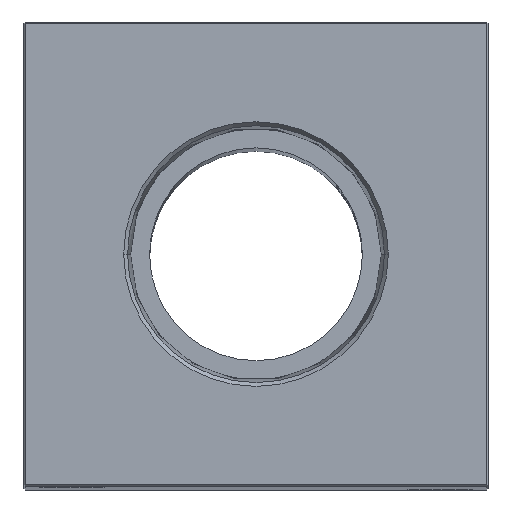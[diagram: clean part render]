
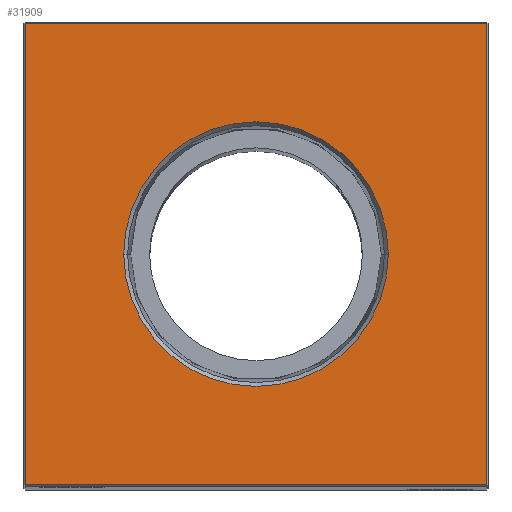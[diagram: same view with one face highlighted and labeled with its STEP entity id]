
A CAD part, top view. The second image highlights one B-rep face of the part: STEP entity #31909.
In plain terms, the highlighted planar face has unit normal (0, 0, 1).
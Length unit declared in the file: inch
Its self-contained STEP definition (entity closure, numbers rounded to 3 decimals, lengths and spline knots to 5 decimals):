
#2519 = EDGE_LOOP ( 'NONE', ( #8354, #3503 ) ) ;
#3232 = CARTESIAN_POINT ( 'NONE',  ( -1.49, 0., 14. ) ) ;
#3503 = ORIENTED_EDGE ( 'NONE', *, *, #30948, .F. ) ;
#3513 = VERTEX_POINT ( 'NONE', #3838 ) ;
#3518 = AXIS2_PLACEMENT_3D ( 'NONE', #8346, #18361, #28741 ) ;
#3543 = VECTOR ( 'NONE', #32342, 39.37008 ) ;
#3838 = CARTESIAN_POINT ( 'NONE',  ( 1.49, -1.49, 14. ) ) ;
#4240 = DIRECTION ( 'NONE',  ( 0., 0., 1. ) ) ;
#4978 = LINE ( 'NONE', #14850, #29568 ) ;
#4982 = VERTEX_POINT ( 'NONE', #7239 ) ;
#5147 = CARTESIAN_POINT ( 'NONE',  ( -1.49, 1.49, 14. ) ) ;
#5270 = EDGE_LOOP ( 'NONE', ( #7877, #30941, #13037, #8195 ) ) ;
#5946 = VERTEX_POINT ( 'NONE', #14395 ) ;
#7239 = CARTESIAN_POINT ( 'NONE',  ( -0.85498, 0., 14. ) ) ;
#7555 = FACE_BOUND ( 'NONE', #2519, .T. ) ;
#7870 = DIRECTION ( 'NONE',  ( -1., 0., 0. ) ) ;
#7877 = ORIENTED_EDGE ( 'NONE', *, *, #13811, .T. ) ;
#8195 = ORIENTED_EDGE ( 'NONE', *, *, #32848, .T. ) ;
#8225 = VECTOR ( 'NONE', #8314, 39.37008 ) ;
#8314 = DIRECTION ( 'NONE',  ( -1., 0., 0. ) ) ;
#8346 = CARTESIAN_POINT ( 'NONE',  ( 0., 0., 14. ) ) ;
#8354 = ORIENTED_EDGE ( 'NONE', *, *, #31998, .F. ) ;
#11264 = AXIS2_PLACEMENT_3D ( 'NONE', #26999, #4240, #14101 ) ;
#11762 = VERTEX_POINT ( 'NONE', #5147 ) ;
#11799 = LINE ( 'NONE', #22036, #3543 ) ;
#13037 = ORIENTED_EDGE ( 'NONE', *, *, #15017, .T. ) ;
#13090 = DIRECTION ( 'NONE',  ( 0., -1., 0. ) ) ;
#13811 = EDGE_CURVE ( 'NONE', #11762, #14186, #25936, .T. ) ;
#14101 = DIRECTION ( 'NONE',  ( 1., 0., 0. ) ) ;
#14145 = EDGE_CURVE ( 'NONE', #14186, #3513, #4978, .T. ) ;
#14186 = VERTEX_POINT ( 'NONE', #25866 ) ;
#14395 = CARTESIAN_POINT ( 'NONE',  ( 1.49, 1.49, 14. ) ) ;
#14850 = CARTESIAN_POINT ( 'NONE',  ( 0., -1.49, 14. ) ) ;
#15017 = EDGE_CURVE ( 'NONE', #3513, #5946, #11799, .T. ) ;
#17530 = PLANE ( 'NONE',  #20849 ) ;
#17575 = CIRCLE ( 'NONE', #3518, 0.85498 ) ;
#18361 = DIRECTION ( 'NONE',  ( 0., 0., 1. ) ) ;
#20443 = CARTESIAN_POINT ( 'NONE',  ( 0., 0., 14. ) ) ;
#20849 = AXIS2_PLACEMENT_3D ( 'NONE', #20443, #30770, #7870 ) ;
#20905 = LINE ( 'NONE', #31223, #8225 ) ;
#22036 = CARTESIAN_POINT ( 'NONE',  ( 1.49, 0., 14. ) ) ;
#25193 = DIRECTION ( 'NONE',  ( 1., 0., 0. ) ) ;
#25736 = CIRCLE ( 'NONE', #11264, 0.85498 ) ;
#25866 = CARTESIAN_POINT ( 'NONE',  ( -1.49, -1.49, 14. ) ) ;
#25936 = LINE ( 'NONE', #3232, #29256 ) ;
#26518 = CARTESIAN_POINT ( 'NONE',  ( 0.85498, 0., 14. ) ) ;
#26999 = CARTESIAN_POINT ( 'NONE',  ( 0., 0., 14. ) ) ;
#28539 = VERTEX_POINT ( 'NONE', #26518 ) ;
#28741 = DIRECTION ( 'NONE',  ( 1., 0., 0. ) ) ;
#29256 = VECTOR ( 'NONE', #13090, 39.37008 ) ;
#29568 = VECTOR ( 'NONE', #25193, 39.37008 ) ;
#30443 = FACE_OUTER_BOUND ( 'NONE', #5270, .T. ) ;
#30770 = DIRECTION ( 'NONE',  ( 0., 0., -1. ) ) ;
#30941 = ORIENTED_EDGE ( 'NONE', *, *, #14145, .T. ) ;
#30948 = EDGE_CURVE ( 'NONE', #4982, #28539, #25736, .T. ) ;
#31223 = CARTESIAN_POINT ( 'NONE',  ( 0., 1.49, 14. ) ) ;
#31909 = ADVANCED_FACE ( 'NONE', ( #30443, #7555 ), #17530, .F. ) ;
#31998 = EDGE_CURVE ( 'NONE', #28539, #4982, #17575, .T. ) ;
#32342 = DIRECTION ( 'NONE',  ( 0., 1., 0. ) ) ;
#32848 = EDGE_CURVE ( 'NONE', #5946, #11762, #20905, .T. ) ;
